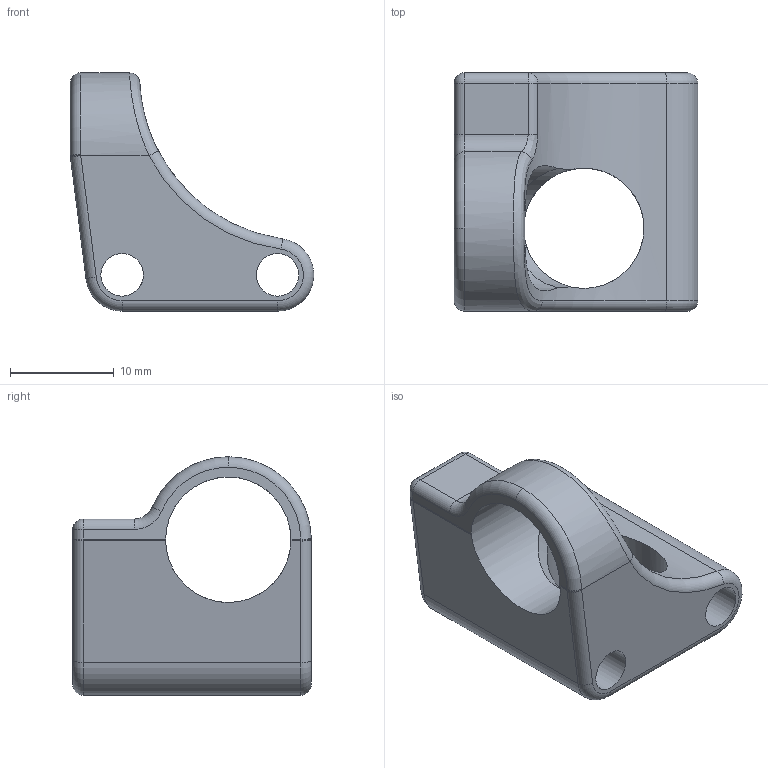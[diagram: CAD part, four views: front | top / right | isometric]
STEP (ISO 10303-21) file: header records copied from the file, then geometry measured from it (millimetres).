
FILE_DESCRIPTION(('FreeCAD Model'),'2;1');
FILE_NAME('Open CASCADE Shape Model','2025-12-21T21:09:47',(''),(''), 'Open CASCADE STEP processor 7.7','FreeCAD','Unknown');
FILE_SCHEMA(('AUTOMOTIVE_DESIGN { 1 0 10303 214 1 1 1 1 }'));
Length unit declared in the file: millimetre
Products named in the file (1): Body
Bounding box: 23.49 x 23 x 23 mm (x, y, z)
Volume: 3807.1 mm3; surface area: 2924.2 mm2
Topology: 1 solids, 1 shells, 43 faces, 112 edges, 64 vertices
Faces by surface type: cylinder 19, torus 9, plane 6, bspline 6, sphere 3
Full cylindrical faces by diameter (mm): 4.1 x2, 11.6 x1, 12.1 x1
Entity records: 2884 total; most frequent: CARTESIAN_POINT 1858, ORIENTED_EDGE 218, DIRECTION 205, EDGE_CURVE 109, AXIS2_PLACEMENT_3D 86, VERTEX_POINT 64, FACE_BOUND 51, EDGE_LOOP 51
